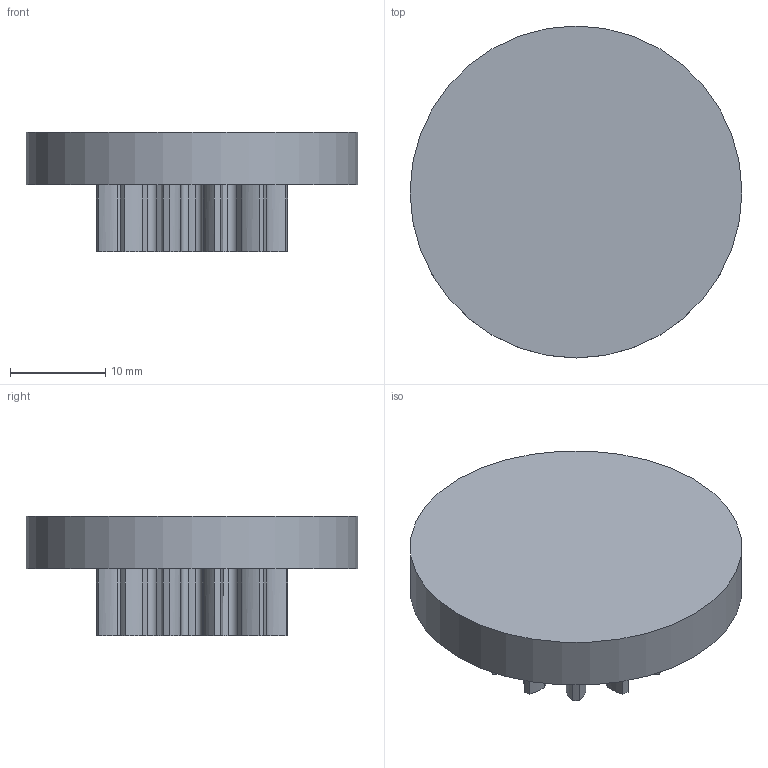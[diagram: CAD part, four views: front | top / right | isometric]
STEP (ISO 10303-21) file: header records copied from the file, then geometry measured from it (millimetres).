
FILE_DESCRIPTION(/* description */ (''),/* implementation_level */ '2;1');
FILE_NAME(/* name */ 'PLANITARY SUN JOINER.step',/* time_stamp */ '2024-08-02T01:33:21-04:00',/* author */ (''),/* organization */ (''),/* preprocessor_version */ 'ST-DEVELOPER v20',/* originating_system */ 'Autodesk Translation Framework v13.14.0.145',/* authorisation */ '');
FILE_SCHEMA (('AUTOMOTIVE_DESIGN { 1 0 10303 214 3 1 1 }'));
Length unit declared in the file: millimetre
Products named in the file (1): PLANITARY GEAR BOX
Bounding box: 34.8 x 34.8 x 12.5 mm (x, y, z)
Volume: 6789.8 mm3; surface area: 3280.7 mm2
Topology: 1 solids, 1 shells, 100 faces, 291 edges, 194 vertices
Faces by surface type: cylinder 49, plane 27, bspline 24
Full cylindrical faces by diameter (mm): 34.8 x1
Entity records: 3952 total; most frequent: CARTESIAN_POINT 1330, ORIENTED_EDGE 582, DIRECTION 495, EDGE_CURVE 291, VERTEX_POINT 194, AXIS2_PLACEMENT_3D 175, LINE 145, VECTOR 145
